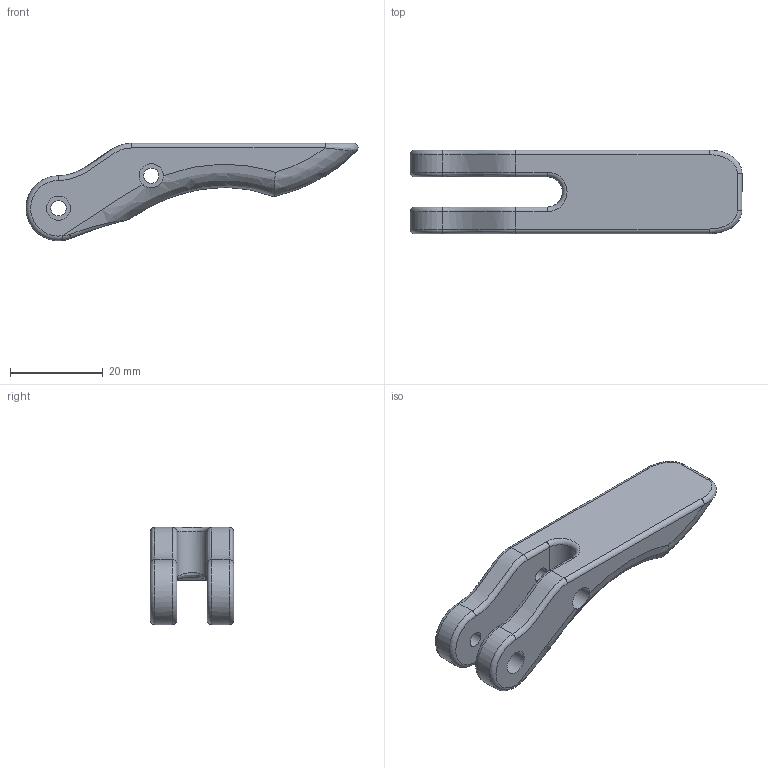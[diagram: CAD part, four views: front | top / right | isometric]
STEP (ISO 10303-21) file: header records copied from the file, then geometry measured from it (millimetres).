
FILE_DESCRIPTION(/* description */ (''),/* implementation_level */ '2;1');
FILE_NAME(/* name */ 'Gripper Left B v3.step',/* time_stamp */ '2019-03-05T07:36:14-06:00',/* author */ (''),/* organization */ (''),/* preprocessor_version */ 'ST-DEVELOPER v17.2',/* originating_system */ 'Autodesk Translation Framework v7.6.0.251',/* authorisation */ '');
FILE_SCHEMA (('AUTOMOTIVE_DESIGN { 1 0 10303 214 3 1 1 }'));
Length unit declared in the file: millimetre
Products named in the file (1): Gripper Left B
Bounding box: 71.53 x 18 x 20.98 mm (x, y, z)
Volume: 10251.1 mm3; surface area: 4695.7 mm2
Topology: 1 solids, 1 shells, 55 faces, 135 edges, 81 vertices
Faces by surface type: bspline 27, cylinder 14, plane 7, torus 5, sphere 2
Full cylindrical faces by diameter (mm): 3.3 x2, 5.2 x2, 5.9 x2
Entity records: 4560 total; most frequent: CARTESIAN_POINT 3358, ORIENTED_EDGE 270, DIRECTION 208, EDGE_CURVE 135, AXIS2_PLACEMENT_3D 91, VERTEX_POINT 81, EDGE_LOOP 62, CIRCLE 59
